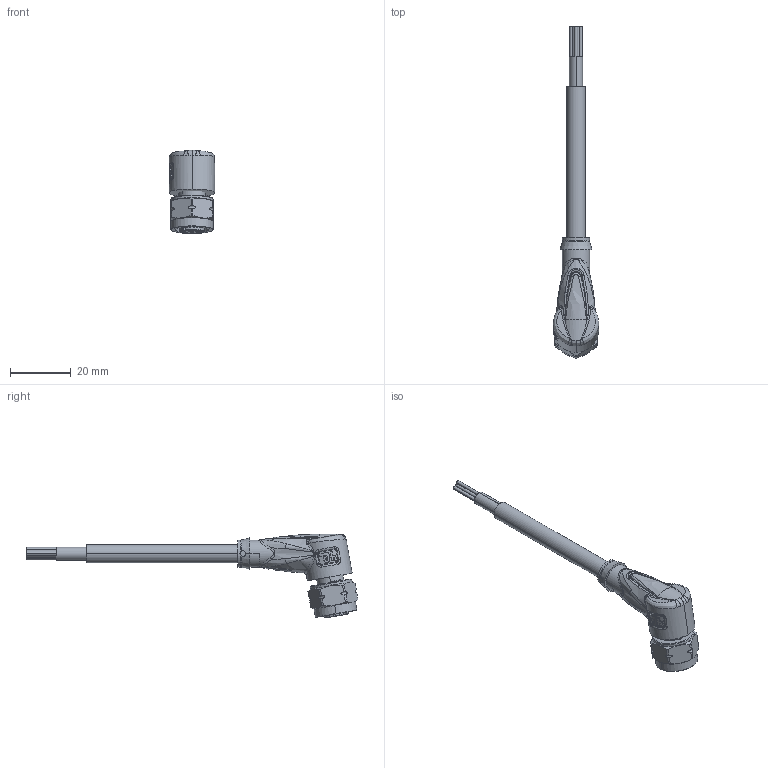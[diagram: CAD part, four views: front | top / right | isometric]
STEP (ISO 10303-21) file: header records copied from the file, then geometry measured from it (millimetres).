
FILE_DESCRIPTION(('STEP AP214'),'1');
FILE_NAME('cctmp_ED388B31-2BDA-481D-9EB5-E6910F0BCEBD_2022_04_27_10_50_18_0366..stp','2022-04-27T08:50:23',('KiM GmbH'),('CADClick - www.CADClick.com'),'Spatial InterOp 3D postprocessed',' ','unknown authorization');
FILE_SCHEMA(('AUTOMOTIVE_DESIGN'));
Length unit declared in the file: millimetre
Products named in the file (7): T197489_1; Connection2; Cable; Connection1; Connection1_2; Connection1_1; T197489
Assembly tree (6 placements, depth 4):
  T197489
    T197489_1
      Connection2
      Cable
      Connection1
        Connection1_2
        Connection1_1
Bounding box: 15 x 109.68 x 27.75 mm (x, y, z)
Volume: 7471.7 mm3; surface area: 5991.5 mm2
Topology: 13 solids, 15 shells, 1285 faces, 3419 edges, 2214 vertices
Faces by surface type: plane 703, cylinder 320, bspline 125, cone 90, torus 47
Entity records: 55264 total; most frequent: CARTESIAN_POINT 19801, ORIENTED_EDGE 6826, DIRECTION 6123, EDGE_CURVE 3413, VERTEX_POINT 2214, LINE 2203, VECTOR 2203, AXIS2_PLACEMENT_3D 1960
